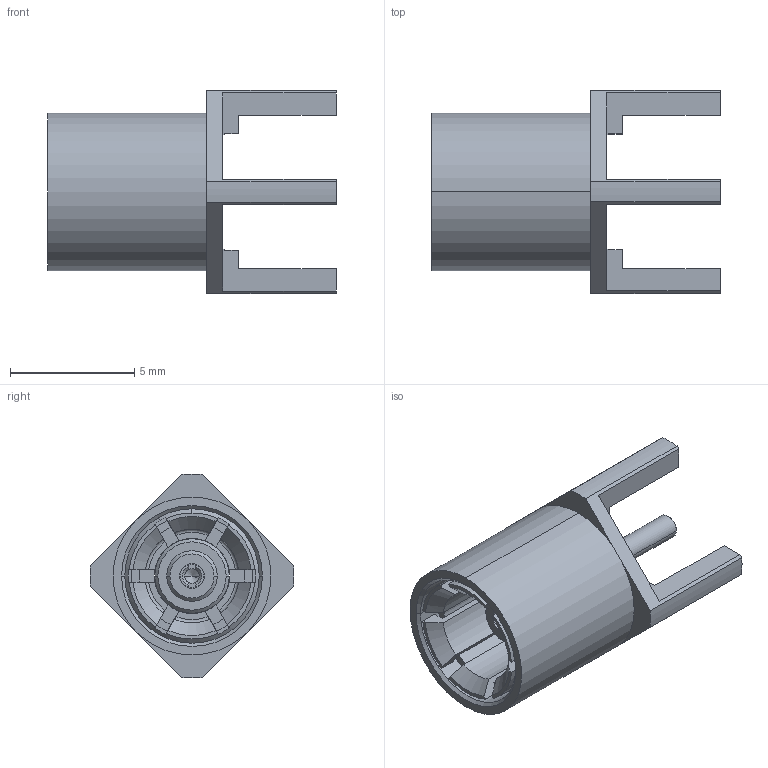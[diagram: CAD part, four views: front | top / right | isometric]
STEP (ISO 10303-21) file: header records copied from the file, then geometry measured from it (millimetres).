
FILE_DESCRIPTION((''),'2;1');
FILE_NAME('903-410P-53P_SW0001','2017-06-05T',('Anand'),(''),'PRO/ENGINEER BY PARAMETRIC TECHNOLOGY CORPORATION, 2014440','PRO/ENGINEER BY PARAMETRIC TECHNOLOGY CORPORATION, 2014440','');
FILE_SCHEMA(('CONFIG_CONTROL_DESIGN'));
Length unit declared in the file: millimetre
Products named in the file (1): 903-410P-53P_SW0001
Bounding box: 11.61 x 8.2 x 8.2 mm (x, y, z)
Surface area: 687.6 mm2 (no closed solid volume)
Topology: 0 solids, 8 shells, 196 faces, 568 edges, 377 vertices
Faces by surface type: plane 94, cylinder 68, cone 22, torus 12
Entity records: 6655 total; most frequent: CARTESIAN_POINT 1388, DIRECTION 1118, ORIENTED_EDGE 1082, EDGE_CURVE 566, AXIS2_PLACEMENT_3D 408, VERTEX_POINT 377, VECTOR 302, LINE 302
